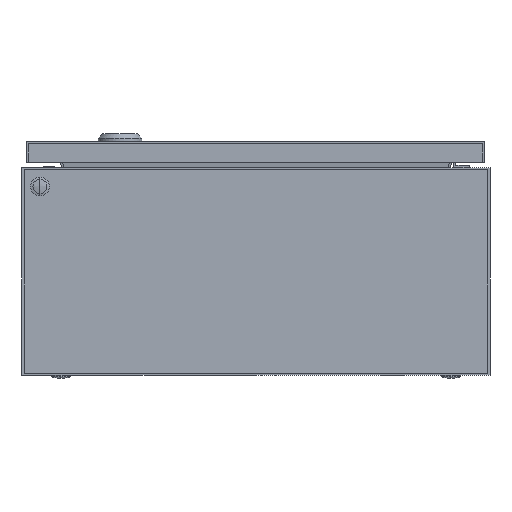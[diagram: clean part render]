
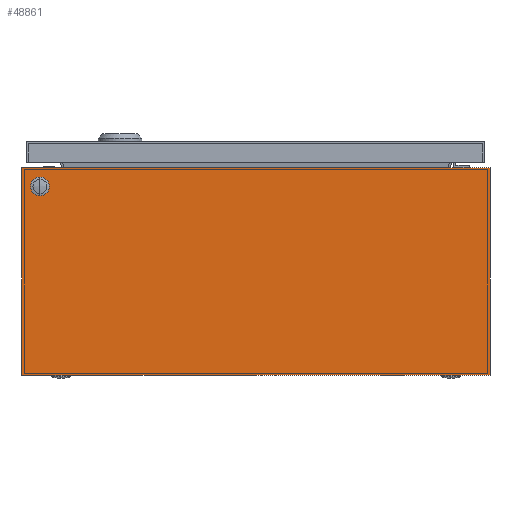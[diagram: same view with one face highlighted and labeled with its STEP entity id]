
A CAD part, front view. The second image highlights one B-rep face of the part: STEP entity #48861.
In plain terms, the highlighted planar face has unit normal (0, -1, 0).
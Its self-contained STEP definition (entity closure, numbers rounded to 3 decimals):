
#2062 = FACE_OUTER_BOUND ( 'NONE', #35360, .T. ) ;
#2447 = LINE ( 'NONE', #40541, #34481 ) ;
#2553 = ORIENTED_EDGE ( 'NONE', *, *, #18589, .T. ) ;
#2841 = CARTESIAN_POINT ( 'NONE',  ( 0., 0., 133. ) ) ;
#6336 = EDGE_CURVE ( 'NONE', #52242, #12667, #23007, .T. ) ;
#7022 = DIRECTION ( 'NONE',  ( 0., 0., 1. ) ) ;
#8323 = ORIENTED_EDGE ( 'NONE', *, *, #6336, .T. ) ;
#9179 = LINE ( 'NONE', #12513, #40869 ) ;
#10499 = VERTEX_POINT ( 'NONE', #38407 ) ;
#11033 = CARTESIAN_POINT ( 'NONE',  ( 11.5, 0., 121. ) ) ;
#12513 = CARTESIAN_POINT ( 'NONE',  ( 300., 0., 133. ) ) ;
#12667 = VERTEX_POINT ( 'NONE', #12677 ) ;
#12677 = CARTESIAN_POINT ( 'NONE',  ( 0., 0., 0. ) ) ;
#14581 = ORIENTED_EDGE ( 'NONE', *, *, #53758, .F. ) ;
#14765 = DIRECTION ( 'NONE',  ( 0., 1., 0. ) ) ;
#16220 = CARTESIAN_POINT ( 'NONE',  ( 11.5, 0., 125.5 ) ) ;
#17664 = AXIS2_PLACEMENT_3D ( 'NONE', #22421, #44466, #18584 ) ;
#17900 = ORIENTED_EDGE ( 'NONE', *, *, #50894, .F. ) ;
#18184 = AXIS2_PLACEMENT_3D ( 'NONE', #11033, #45233, #44671 ) ;
#18584 = DIRECTION ( 'NONE',  ( 0., 0., -1. ) ) ;
#18589 = EDGE_CURVE ( 'NONE', #12667, #44486, #48177, .T. ) ;
#19947 = CIRCLE ( 'NONE', #18184, 4.5 ) ;
#21309 = VERTEX_POINT ( 'NONE', #16220 ) ;
#22421 = CARTESIAN_POINT ( 'NONE',  ( 11.5, 0., 121. ) ) ;
#23007 = LINE ( 'NONE', #2841, #26458 ) ;
#23299 = CARTESIAN_POINT ( 'NONE',  ( 0., 0., 133. ) ) ;
#23568 = PLANE ( 'NONE',  #54548 ) ;
#23922 = DIRECTION ( 'NONE',  ( 1., 0., 0. ) ) ;
#26014 = DIRECTION ( 'NONE',  ( 0., 0., -1. ) ) ;
#26458 = VECTOR ( 'NONE', #54090, 1000. ) ;
#27513 = CARTESIAN_POINT ( 'NONE',  ( 0., 0., 0. ) ) ;
#27717 = FACE_BOUND ( 'NONE', #46096, .T. ) ;
#33054 = CARTESIAN_POINT ( 'NONE',  ( 300., 0., 0. ) ) ;
#33394 = EDGE_CURVE ( 'NONE', #52242, #10499, #2447, .T. ) ;
#34024 = ORIENTED_EDGE ( 'NONE', *, *, #46468, .F. ) ;
#34481 = VECTOR ( 'NONE', #52626, 1000. ) ;
#35360 = EDGE_LOOP ( 'NONE', ( #14581, #45291, #8323, #2553 ) ) ;
#38407 = CARTESIAN_POINT ( 'NONE',  ( 300., 0., 133. ) ) ;
#40541 = CARTESIAN_POINT ( 'NONE',  ( 0., 0., 133. ) ) ;
#40869 = VECTOR ( 'NONE', #26014, 1000. ) ;
#40932 = CARTESIAN_POINT ( 'NONE',  ( 11.5, 0., 116.5 ) ) ;
#41439 = CIRCLE ( 'NONE', #17664, 4.5 ) ;
#41487 = VERTEX_POINT ( 'NONE', #40932 ) ;
#43977 = VECTOR ( 'NONE', #23922, 1000. ) ;
#44216 = CARTESIAN_POINT ( 'NONE',  ( 0., 0., 133. ) ) ;
#44466 = DIRECTION ( 'NONE',  ( 0., -1., 0. ) ) ;
#44486 = VERTEX_POINT ( 'NONE', #33054 ) ;
#44671 = DIRECTION ( 'NONE',  ( 0., 0., -1. ) ) ;
#45233 = DIRECTION ( 'NONE',  ( 0., -1., 0. ) ) ;
#45291 = ORIENTED_EDGE ( 'NONE', *, *, #33394, .F. ) ;
#46096 = EDGE_LOOP ( 'NONE', ( #34024, #17900 ) ) ;
#46468 = EDGE_CURVE ( 'NONE', #41487, #21309, #19947, .T. ) ;
#48177 = LINE ( 'NONE', #27513, #43977 ) ;
#48861 = ADVANCED_FACE ( 'NONE', ( #27717, #2062 ), #23568, .F. ) ;
#50894 = EDGE_CURVE ( 'NONE', #21309, #41487, #41439, .T. ) ;
#52242 = VERTEX_POINT ( 'NONE', #44216 ) ;
#52626 = DIRECTION ( 'NONE',  ( 1., 0., 0. ) ) ;
#53758 = EDGE_CURVE ( 'NONE', #10499, #44486, #9179, .T. ) ;
#54090 = DIRECTION ( 'NONE',  ( 0., 0., -1. ) ) ;
#54548 = AXIS2_PLACEMENT_3D ( 'NONE', #23299, #14765, #7022 ) ;
